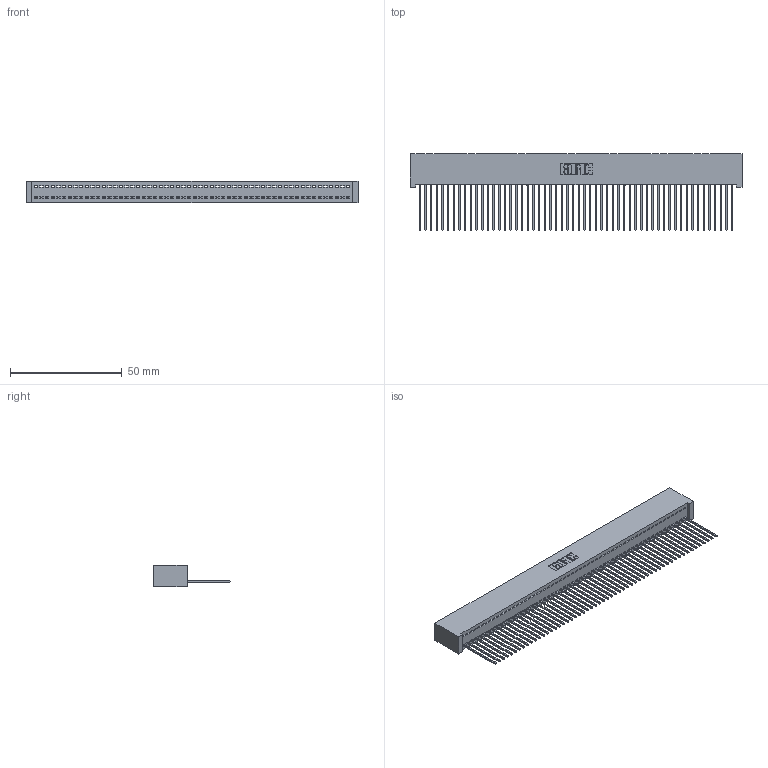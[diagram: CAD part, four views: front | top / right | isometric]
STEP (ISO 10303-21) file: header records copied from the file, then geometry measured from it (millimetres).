
FILE_DESCRIPTION (( 'STEP AP203' ), '1' );
FILE_NAME ('392-056-541-101.STEP', '2019-10-08T15:08:08', ( '' ), ( '' ), 'SwSTEP 2.0', 'SolidWorks 2016', '' );
FILE_SCHEMA (( 'CONFIG_CONTROL_DESIGN' ));
Length unit declared in the file: inch
Products named in the file (3): 342 Part_Lugless; 345-292-001_345-293-141; 392-056-541-101
Assembly tree (57 placements, depth 2):
  392-056-541-101
    342 Part_Lugless
    345-292-001_345-293-141  x56
Bounding box: 148.49 x 34.3 x 9.4 mm (x, y, z)
Volume: 13664.8 mm3; surface area: 21701.7 mm2
Topology: 57 solids, 57 shells, 3350 faces, 10131 edges, 6678 vertices
Faces by surface type: plane 2414, cylinder 936
Entity records: 32033 total; most frequent: CARTESIAN_POINT 5530, ORIENTED_EDGE 5522, DIRECTION 4629, EDGE_CURVE 2761, VECTOR 2641, LINE 2641, VERTEX_POINT 1838, AXIS2_PLACEMENT_3D 994
